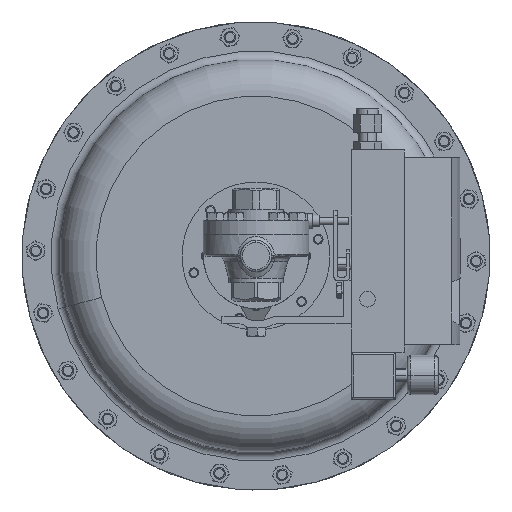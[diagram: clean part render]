
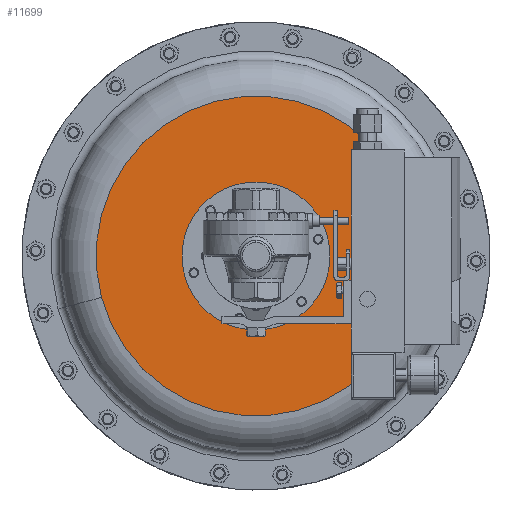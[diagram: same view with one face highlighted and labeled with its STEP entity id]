
A CAD part, front view. The second image highlights one B-rep face of the part: STEP entity #11699.
In plain terms, the highlighted planar face has unit normal (0, -1, 0).
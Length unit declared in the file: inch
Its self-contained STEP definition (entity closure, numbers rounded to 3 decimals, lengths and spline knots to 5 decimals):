
#471 = DIRECTION ( 'NONE',  ( -0.966, 0., -0.259 ) ) ;
#2062 = AXIS2_PLACEMENT_3D ( 'NONE', #3563, #19783, #471 ) ;
#3099 = ORIENTED_EDGE ( 'NONE', *, *, #25464, .F. ) ;
#3563 = CARTESIAN_POINT ( 'NONE',  ( 1.32645, 6.4725, -4.95037 ) ) ;
#3887 = AXIS2_PLACEMENT_3D ( 'NONE', #5644, #28232, #8898 ) ;
#5644 = CARTESIAN_POINT ( 'NONE',  ( 0., 6.4725, 0. ) ) ;
#6021 = CIRCLE ( 'NONE', #19966, 5.125 ) ;
#8740 = CARTESIAN_POINT ( 'NONE',  ( 4.95037, 6.4725, 1.32645 ) ) ;
#8898 = DIRECTION ( 'NONE',  ( -0.707, 0., -0.707 ) ) ;
#9819 = CARTESIAN_POINT ( 'NONE',  ( 0., 6.4725, 0. ) ) ;
#11183 = AXIS2_PLACEMENT_3D ( 'NONE', #13368, #35858, #16610 ) ;
#11699 = ADVANCED_FACE ( 'NONE', ( #24933, #23928 ), #29378, .T. ) ;
#13078 = DIRECTION ( 'NONE',  ( 0.966, 0., 0.259 ) ) ;
#13368 = CARTESIAN_POINT ( 'NONE',  ( 0., 6.4725, 0. ) ) ;
#13742 = VERTEX_POINT ( 'NONE', #19011 ) ;
#14137 = CARTESIAN_POINT ( 'NONE',  ( -4.95037, 6.4725, -1.32645 ) ) ;
#14842 = VERTEX_POINT ( 'NONE', #40985 ) ;
#15529 = CARTESIAN_POINT ( 'NONE',  ( 0., 6.4725, 0. ) ) ;
#16610 = DIRECTION ( 'NONE',  ( -0.707, 0., -0.707 ) ) ;
#18460 = EDGE_CURVE ( 'NONE', #14842, #13742, #22562, .T. ) ;
#18770 = DIRECTION ( 'NONE',  ( 0.966, 0., 0.259 ) ) ;
#19011 = CARTESIAN_POINT ( 'NONE',  ( -1.67938, 6.4725, -1.67938 ) ) ;
#19427 = AXIS2_PLACEMENT_3D ( 'NONE', #9819, #32354, #13078 ) ;
#19719 = ORIENTED_EDGE ( 'NONE', *, *, #23064, .F. ) ;
#19783 = DIRECTION ( 'NONE',  ( 0., -1., 0. ) ) ;
#19949 = EDGE_LOOP ( 'NONE', ( #19719, #3099 ) ) ;
#19966 = AXIS2_PLACEMENT_3D ( 'NONE', #15529, #38027, #18770 ) ;
#20709 = VERTEX_POINT ( 'NONE', #8740 ) ;
#20762 = ORIENTED_EDGE ( 'NONE', *, *, #18460, .T. ) ;
#22562 = CIRCLE ( 'NONE', #11183, 2.375 ) ;
#23064 = EDGE_CURVE ( 'NONE', #20709, #34753, #6021, .T. ) ;
#23928 = FACE_BOUND ( 'NONE', #31542, .T. ) ;
#24933 = FACE_OUTER_BOUND ( 'NONE', #19949, .T. ) ;
#25464 = EDGE_CURVE ( 'NONE', #34753, #20709, #35605, .T. ) ;
#27309 = ORIENTED_EDGE ( 'NONE', *, *, #39125, .T. ) ;
#28232 = DIRECTION ( 'NONE',  ( 0., 1., 0. ) ) ;
#29378 = PLANE ( 'NONE',  #2062 ) ;
#31542 = EDGE_LOOP ( 'NONE', ( #20762, #27309 ) ) ;
#32354 = DIRECTION ( 'NONE',  ( 0., 1., 0. ) ) ;
#34753 = VERTEX_POINT ( 'NONE', #14137 ) ;
#35605 = CIRCLE ( 'NONE', #19427, 5.125 ) ;
#35858 = DIRECTION ( 'NONE',  ( 0., 1., 0. ) ) ;
#38027 = DIRECTION ( 'NONE',  ( 0., 1., 0. ) ) ;
#39125 = EDGE_CURVE ( 'NONE', #13742, #14842, #41099, .T. ) ;
#40985 = CARTESIAN_POINT ( 'NONE',  ( 1.67938, 6.4725, 1.67938 ) ) ;
#41099 = CIRCLE ( 'NONE', #3887, 2.375 ) ;
